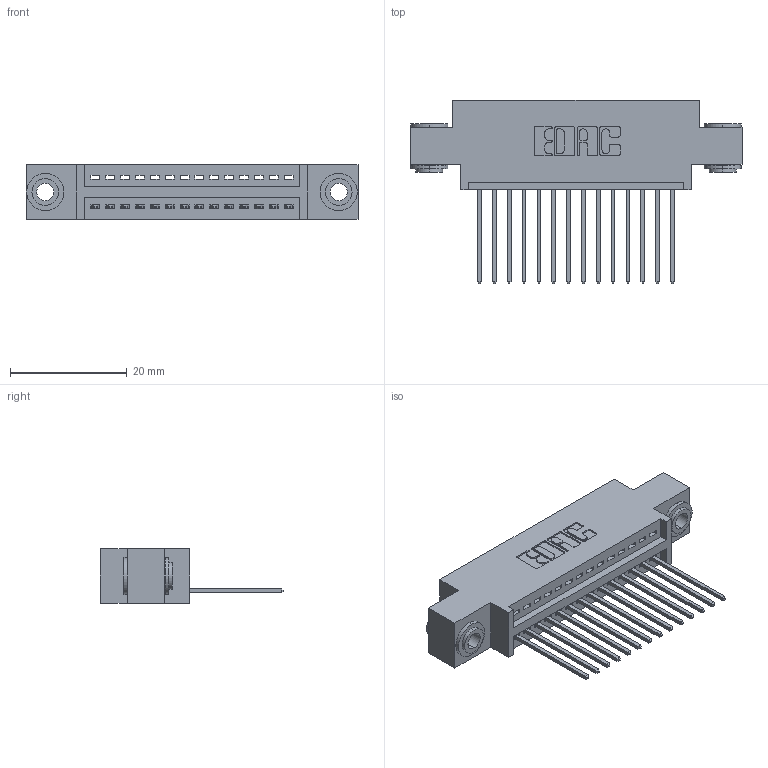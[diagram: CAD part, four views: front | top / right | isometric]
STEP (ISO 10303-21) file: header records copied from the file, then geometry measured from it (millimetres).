
FILE_DESCRIPTION (( 'STEP AP203' ), '1' );
FILE_NAME ('395-014-542-603.STEP', '2018-11-06T00:37:39', ( '' ), ( '' ), 'SwSTEP 2.0', 'SolidWorks 2016', '' );
FILE_SCHEMA (( 'CONFIG_CONTROL_DESIGN' ));
Length unit declared in the file: inch
Products named in the file (4): 395-014-542-603; 345 Part_0.170 Offset - 0.156 Dia-TH; 345-250-002_345-250-002-102; 345-292-001_345-293-142
Assembly tree (17 placements, depth 2):
  395-014-542-603
    345 Part_0.170 Offset - 0.156 Dia-TH
    345-292-001_345-293-142  x14
    345-250-002_345-250-002-102  x2
Bounding box: 56.77 x 31.29 x 9.4 mm (x, y, z)
Volume: 5099.8 mm3; surface area: 6934.6 mm2
Topology: 17 solids, 17 shells, 980 faces, 2893 edges, 1906 vertices
Faces by surface type: plane 654, cylinder 318, cone 8
Entity records: 15106 total; most frequent: CARTESIAN_POINT 2597, ORIENTED_EDGE 2538, DIRECTION 2339, EDGE_CURVE 1269, VECTOR 1057, LINE 1057, VERTEX_POINT 842, AXIS2_PLACEMENT_3D 641
